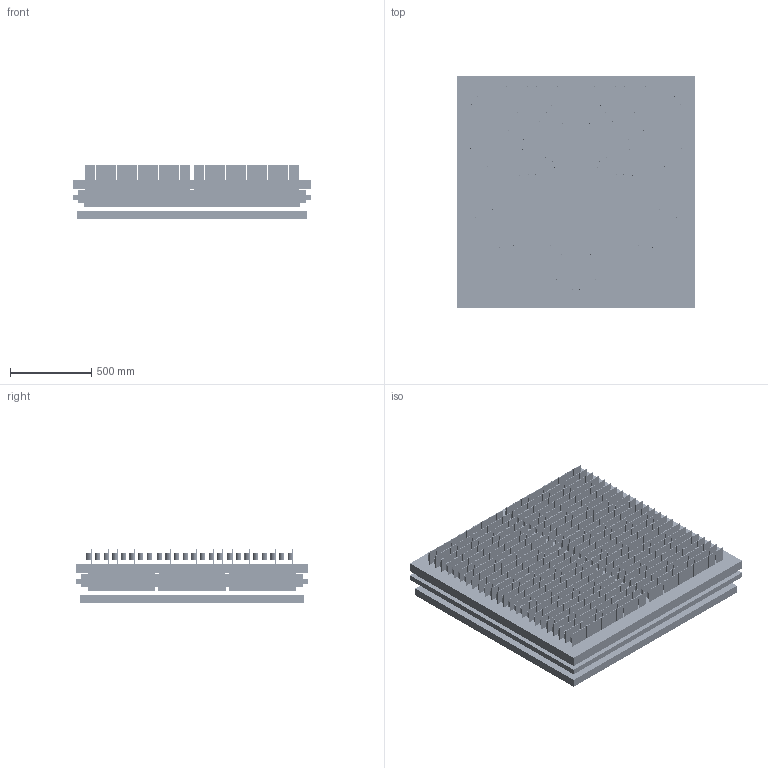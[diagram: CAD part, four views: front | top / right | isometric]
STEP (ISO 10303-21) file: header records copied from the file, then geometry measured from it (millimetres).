
FILE_DESCRIPTION(('FreeCAD Model'),'2;1');
FILE_NAME('Hmp1.step','2020-09-30T13:01:29',('Author'),(''), 'Open CASCADE STEP processor 7.4','FreeCAD','Unknown');
FILE_SCHEMA(('AUTOMOTIVE_DESIGN { 1 0 10303 214 1 1 1 1 }'));
Length unit declared in the file: millimetre
Products named in the file (74): Hmp1; Hsbo0x2; GDMLBox_Hsbo0x3; Hhon0x2; GDMLBox_Hhon0x3; Hcov0x2; GDMLBox_Hcov0x3; Hrad0x2; GDMLBox_Hrad0x3; Hneo0x2; GDMLBox_Hneo0x3; Hwin0x2; GDMLBox_Hwin0x3; Hsi10x2; GDMLBox_Hsi10x3; Hsi20x2; GDMLBox_Hsi20x3; Hspa0x2; GDMLTube_Hspa0x3; Hfr40x2; GDMLBox_Hfr40x3; Hcol0x2; GDMLTube_Hcol0x3; Hf4a0x2; GDMLBox_Hf4a0x3; Hf4i0x2; GDMLBox_Hf4i0x3; Hsec0x2; GDMLBox_Hsec0x3; Hgap0x2; GDMLBox_Hgap0x3; Hfr10x2; GDMLBox_Hfr10x3; Hfr1up0x2; GDMLBox_Hfr1up0x3; Hcufoil0x2; GDMLBox_Hcufoil0x3; Hrect0x2; GDMLBox_Hrect0x3; Hgassipl20x2 ...
Assembly tree (787 placements, depth 7):
  Hmp1
    Hsbo0x2
      GDMLBox_Hsbo0x3
      Hhon0x2
        GDMLBox_Hhon0x3
      Hcov0x2  x2
        GDMLBox_Hcov0x3
    Hrad0x2  x3
      GDMLBox_Hrad0x3
      Hneo0x2
        GDMLBox_Hneo0x3
      Hwin0x2
        GDMLBox_Hwin0x3
      Hsi10x2
        GDMLBox_Hsi10x3
      Hsi20x2
        GDMLBox_Hsi20x3
      Hspa0x2
        GDMLTube_Hspa0x3
    Hfr40x2
      GDMLBox_Hfr40x3
      Hcol0x2  x322
        GDMLTube_Hcol0x3
      Hf4a0x2
        GDMLBox_Hf4a0x3
        Hf4i0x2
          GDMLBox_Hf4i0x3
    Hsec0x2  x6
      GDMLBox_Hsec0x3
      Hgap0x2
        GDMLBox_Hgap0x3
    Hfr10x2
      GDMLBox_Hfr10x3
      Hfr1up0x2
        GDMLBox_Hfr1up0x3
        Hcufoil0x2  x6
          GDMLBox_Hcufoil0x3
          Hrect0x2
            GDMLBox_Hrect0x3
            Hgassipl20x2
              GDMLBox_Hgassipl20x3
        Hfr1upcard0x2  x6
          GDMLBox_Hfr1upcard0x3
          Hgassipl30x2
            GDMLBox_Hgassipl30x3
      Hfr1perUpBig0x2  x2
        GDMLBox_Hfr1perUpBig0x3
      Hfr1perUpSma0x2  x2
        GDMLBox_Hfr1perUpSma0x3
      Hfr1perDowBig0x2  x2
        GDMLBox_Hfr1perDowBig0x3
      Hfr1perDowSma0x2  x2
        GDMLBox_Hfr1perDowSma0x3
      Hppf0x2  x6
        GDMLBox_Hppf0x3
        Hlar0x2
          GDMLBox_Hlar0x3
        Hsmo0x2
          GDMLBox_Hsmo0x3
    Hext0x1  x6
Bounding box: 1463 x 1422 x 330 mm (x, y, z)
Surface area: 100404678.7 mm2
Topology: 2981 solids, 2981 shells, 16650 faces, 32064 edges, 21376 vertices
Faces by surface type: plane 15278, cylinder 1372
Full cylindrical faces by diameter (mm): 0.2 x322, 10 x90
Entity records: 18004 total; most frequent: DIRECTION 3246, CARTESIAN_POINT 2516, LINE 1226, VECTOR 1226, AXIS2_PLACEMENT_3D 1006, PRODUCT_DEFINITION_SHAPE 861, ORIENTED_EDGE 828, PCURVE 828
